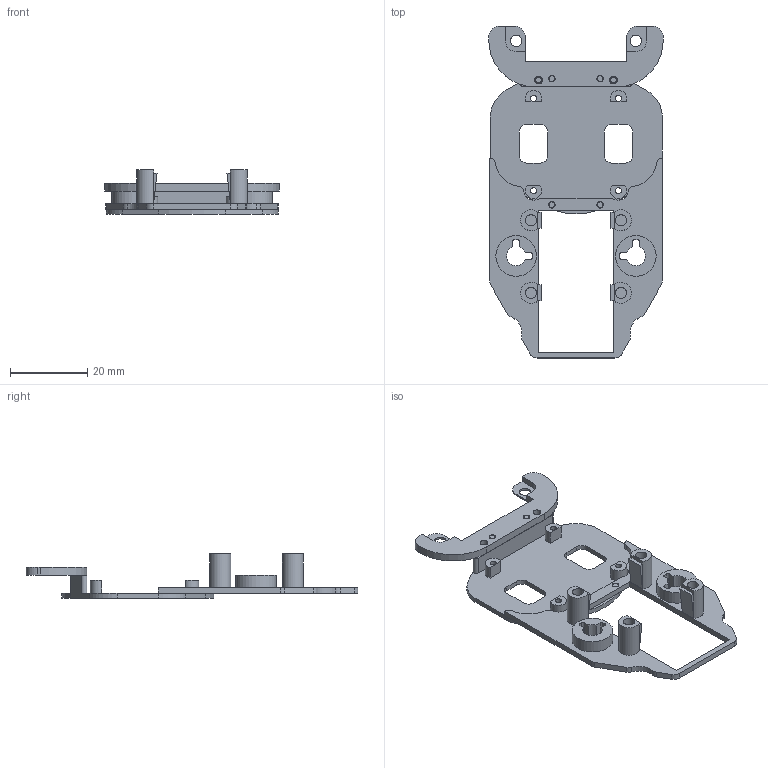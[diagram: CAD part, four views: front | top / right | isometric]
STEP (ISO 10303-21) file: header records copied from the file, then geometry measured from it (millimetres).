
FILE_DESCRIPTION(/* description */ (''),/* implementation_level */ '2;1');
FILE_NAME(/* name */ 'rotating_mouse v39.step',/* time_stamp */ '2022-05-05T09:22:58-07:00',/* author */ (''),/* organization */ (''),/* preprocessor_version */ 'ST-DEVELOPER v18.1',/* originating_system */ 'Autodesk Translation Framework v10.14.0.1471',/* authorisation */ '');
FILE_SCHEMA (('AUTOMOTIVE_DESIGN { 1 0 10303 214 3 1 1 }'));
Length unit declared in the file: millimetre
Products named in the file (1): rotating_mouse
Bounding box: 45.17 x 85.93 x 11.5 mm (x, y, z)
Volume: 5180.1 mm3; surface area: 8113.7 mm2
Topology: 3 solids, 3 shells, 196 faces, 494 edges, 324 vertices
Faces by surface type: plane 108, cylinder 88
Full cylindrical faces by diameter (mm): 1.5 x6, 1.55 x4, 1.7 x4, 2 x2, 2.9 x4, 3 x2, 10.5 x2
Entity records: 6005 total; most frequent: DIRECTION 1064, CARTESIAN_POINT 1015, ORIENTED_EDGE 988, EDGE_CURVE 494, AXIS2_PLACEMENT_3D 373, VERTEX_POINT 324, LINE 318, VECTOR 318
